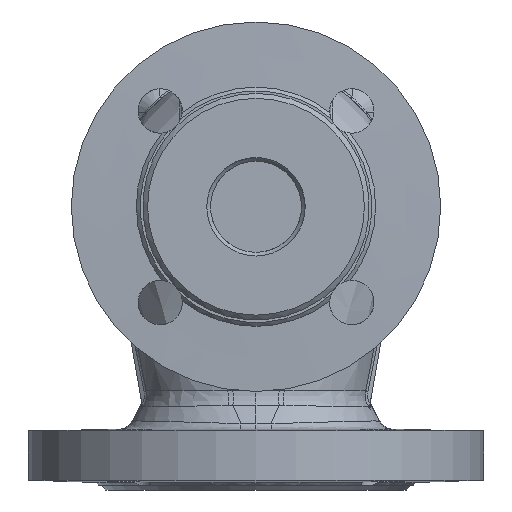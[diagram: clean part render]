
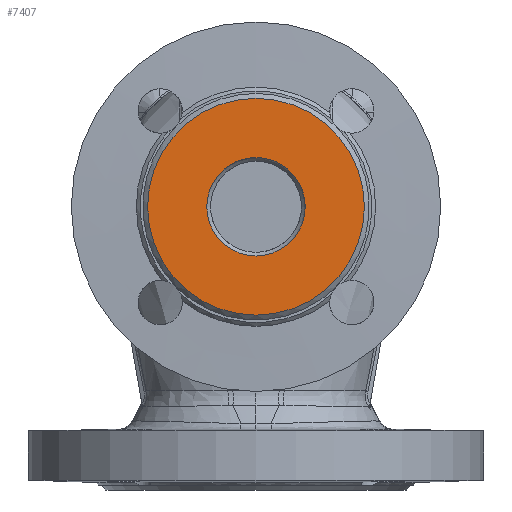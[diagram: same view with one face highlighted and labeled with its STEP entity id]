
A CAD part, front view. The second image highlights one B-rep face of the part: STEP entity #7407.
In plain terms, the highlighted planar face has unit normal (0, -1, 0).
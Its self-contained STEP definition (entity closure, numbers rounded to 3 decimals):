
#99=FACE_BOUND('',#1636,.T.);
#240=PLANE('',#7962);
#564=CIRCLE('',#7961,20.);
#565=CIRCLE('',#7963,44.);
#1155=FACE_OUTER_BOUND('',#1635,.T.);
#1635=EDGE_LOOP('',(#6144));
#1636=EDGE_LOOP('',(#6145));
#3353=VERTEX_POINT('',#34133);
#3354=VERTEX_POINT('',#34137);
#4329=EDGE_CURVE('',#3353,#3353,#564,.T.);
#4330=EDGE_CURVE('',#3354,#3354,#565,.T.);
#6144=ORIENTED_EDGE('',*,*,#4330,.F.);
#6145=ORIENTED_EDGE('',*,*,#4329,.T.);
#7407=ADVANCED_FACE('',(#1155,#99),#240,.T.);
#7961=AXIS2_PLACEMENT_3D('',#34135,#9073,#9074);
#7962=AXIS2_PLACEMENT_3D('',#34136,#9075,#9076);
#7963=AXIS2_PLACEMENT_3D('',#34138,#9077,#9078);
#9073=DIRECTION('center_axis',(0.,1.,0.));
#9074=DIRECTION('ref_axis',(0.,0.,-1.));
#9075=DIRECTION('center_axis',(0.,-1.,0.));
#9076=DIRECTION('ref_axis',(0.,0.,1.));
#9077=DIRECTION('center_axis',(0.,1.,0.));
#9078=DIRECTION('ref_axis',(0.,0.,-1.));
#34133=CARTESIAN_POINT('',(0.,-140.,-20.));
#34135=CARTESIAN_POINT('Origin',(0.,-140.,0.));
#34136=CARTESIAN_POINT('Origin',(0.,-140.,0.));
#34137=CARTESIAN_POINT('',(0.,-140.,44.));
#34138=CARTESIAN_POINT('Origin',(0.,-140.,0.));
